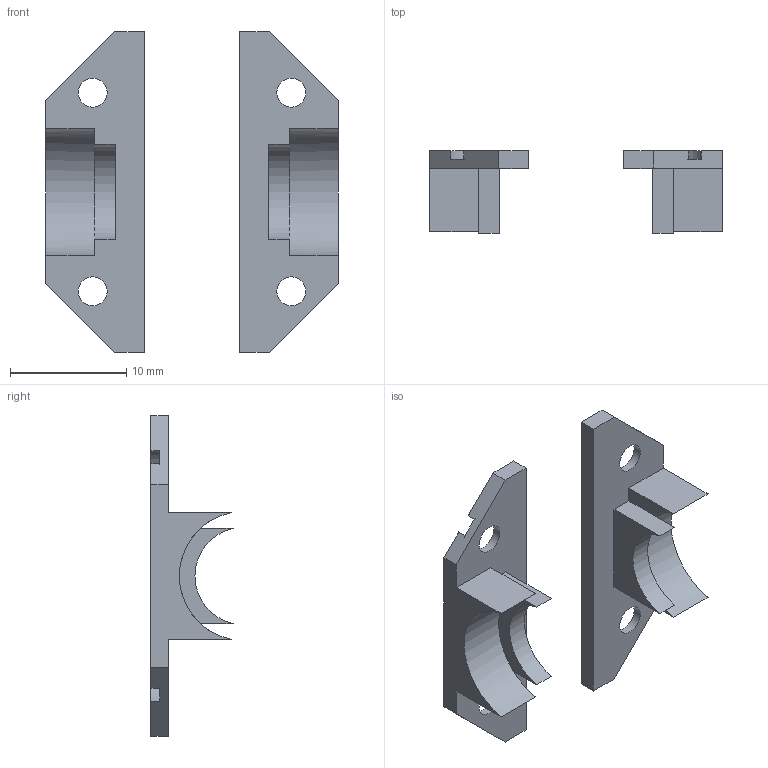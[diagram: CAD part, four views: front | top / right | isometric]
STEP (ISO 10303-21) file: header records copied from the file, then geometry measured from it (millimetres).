
FILE_DESCRIPTION(/* description */ ('','CAx-IF Rec.Pracs.---Representation and Presentation of Product Manufacturing Information (PMI)---4.0---2014-10-13'),/* implementation_level */ '2;1');
FILE_NAME(/* name */ 'Omnifit_3bar_valve_control_valve_tighteners.step',/* time_stamp */ '2025-03-26T00:05:55+01:00',/* author */ (''),/* organization */ (''),/* preprocessor_version */ 'ST-DEVELOPER v20',/* originating_system */ 'Autodesk Translation Framework v13.20.0.188',/* authorisation */ '');
FILE_SCHEMA (('AP242_MANAGED_MODEL_BASED_3D_ENGINEERING_MIM_LF { 1 0 10303 442 1 1 4 }'));
Length unit declared in the file: millimetre
Products named in the file (3): Omnifit_3bar_servo_V2.0_copy_pictures; Valve_holder_base; valve_tightener
Assembly tree (2 placements, depth 3):
  Omnifit_3bar_servo_V2.0_copy_pictures
    Valve_holder_base
      valve_tightener
Bounding box: 25.2 x 7.09 x 27.6 mm (x, y, z)
Volume: 807 mm3; surface area: 1338.8 mm2
Topology: 2 solids, 2 shells, 48 faces, 128 edges, 84 vertices
Faces by surface type: plane 36, cylinder 12
Full cylindrical faces by diameter (mm): 2.5 x4
Entity records: 1576 total; most frequent: CARTESIAN_POINT 265, DIRECTION 262, ORIENTED_EDGE 256, EDGE_CURVE 128, LINE 100, VECTOR 100, VERTEX_POINT 84, AXIS2_PLACEMENT_3D 81
